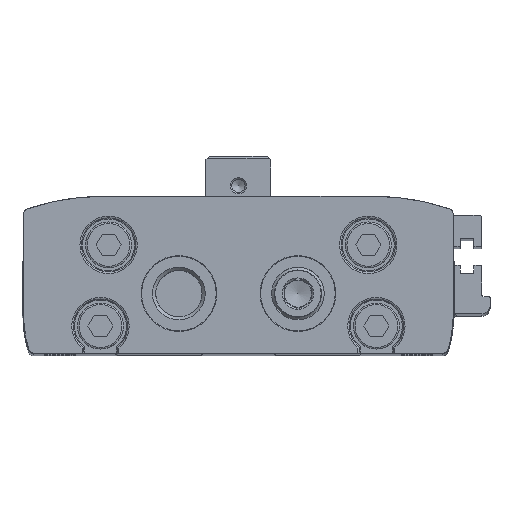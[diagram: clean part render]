
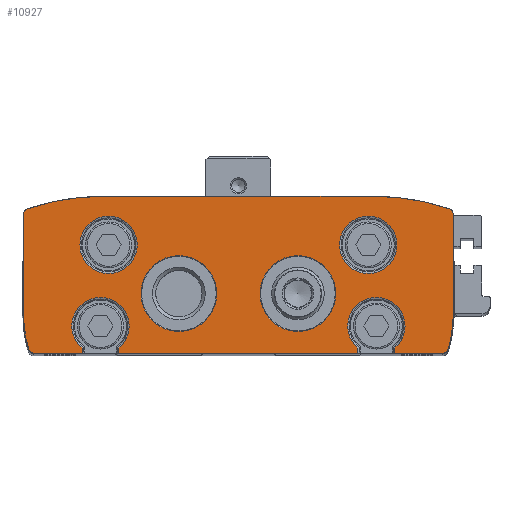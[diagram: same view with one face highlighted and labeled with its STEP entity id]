
A CAD part, top view. The second image highlights one B-rep face of the part: STEP entity #10927.
In plain terms, the highlighted planar face has unit normal (0, 0, 1).
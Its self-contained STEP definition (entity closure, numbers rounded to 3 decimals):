
#536=CIRCLE('',#11905,5.3);
#537=CIRCLE('',#11906,5.3);
#538=CIRCLE('',#11907,1.);
#539=CIRCLE('',#11908,21.);
#540=CIRCLE('',#11909,1.);
#541=CIRCLE('',#11910,45.);
#542=CIRCLE('',#11911,45.);
#543=CIRCLE('',#11912,1.);
#544=CIRCLE('',#11913,21.);
#545=CIRCLE('',#11914,1.);
#546=CIRCLE('',#11915,5.3);
#547=CIRCLE('',#11916,5.3);
#548=CIRCLE('',#11917,7.);
#549=CIRCLE('',#11918,7.);
#1248=ORIENTED_EDGE('',*,*,#4301,.F.);
#1249=ORIENTED_EDGE('',*,*,#4290,.T.);
#1250=ORIENTED_EDGE('',*,*,#4158,.T.);
#1251=ORIENTED_EDGE('',*,*,#4292,.F.);
#1252=ORIENTED_EDGE('',*,*,#4302,.F.);
#1253=ORIENTED_EDGE('',*,*,#4300,.T.);
#1254=ORIENTED_EDGE('',*,*,#4150,.T.);
#1255=ORIENTED_EDGE('',*,*,#4303,.T.);
#1256=ORIENTED_EDGE('',*,*,#4304,.T.);
#1257=ORIENTED_EDGE('',*,*,#4305,.T.);
#1258=ORIENTED_EDGE('',*,*,#4306,.T.);
#1259=ORIENTED_EDGE('',*,*,#4307,.T.);
#1260=ORIENTED_EDGE('',*,*,#4308,.T.);
#1261=ORIENTED_EDGE('',*,*,#4309,.T.);
#1262=ORIENTED_EDGE('',*,*,#4310,.T.);
#1263=ORIENTED_EDGE('',*,*,#4311,.T.);
#1264=ORIENTED_EDGE('',*,*,#4312,.T.);
#1265=ORIENTED_EDGE('',*,*,#4313,.T.);
#1266=ORIENTED_EDGE('',*,*,#4146,.T.);
#1267=ORIENTED_EDGE('',*,*,#4282,.F.);
#1268=ORIENTED_EDGE('',*,*,#4314,.F.);
#1269=ORIENTED_EDGE('',*,*,#4315,.F.);
#1270=ORIENTED_EDGE('',*,*,#4316,.F.);
#1271=ORIENTED_EDGE('',*,*,#4317,.F.);
#4146=EDGE_CURVE('',#5689,#5688,#6775,.T.);
#4150=EDGE_CURVE('',#5693,#5692,#6779,.T.);
#4158=EDGE_CURVE('',#5701,#5700,#6783,.T.);
#4282=EDGE_CURVE('',#5812,#5688,#6853,.T.);
#4290=EDGE_CURVE('',#5817,#5701,#6860,.T.);
#4292=EDGE_CURVE('',#5818,#5700,#6861,.T.);
#4300=EDGE_CURVE('',#5823,#5693,#6868,.T.);
#4301=EDGE_CURVE('',#5817,#5812,#536,.T.);
#4302=EDGE_CURVE('',#5823,#5818,#537,.T.);
#4303=EDGE_CURVE('',#5692,#5824,#538,.T.);
#4304=EDGE_CURVE('',#5824,#5825,#539,.T.);
#4305=EDGE_CURVE('',#5825,#5826,#6869,.T.);
#4306=EDGE_CURVE('',#5826,#5827,#540,.T.);
#4307=EDGE_CURVE('',#5827,#5828,#541,.T.);
#4308=EDGE_CURVE('',#5828,#5829,#6870,.T.);
#4309=EDGE_CURVE('',#5829,#5830,#542,.T.);
#4310=EDGE_CURVE('',#5830,#5831,#543,.T.);
#4311=EDGE_CURVE('',#5831,#5832,#6871,.T.);
#4312=EDGE_CURVE('',#5832,#5833,#544,.T.);
#4313=EDGE_CURVE('',#5833,#5689,#545,.T.);
#4314=EDGE_CURVE('',#5834,#5834,#546,.T.);
#4315=EDGE_CURVE('',#5835,#5835,#547,.T.);
#4316=EDGE_CURVE('',#5836,#5836,#548,.T.);
#4317=EDGE_CURVE('',#5837,#5837,#549,.T.);
#5688=VERTEX_POINT('',#16671);
#5689=VERTEX_POINT('',#16673);
#5692=VERTEX_POINT('',#16679);
#5693=VERTEX_POINT('',#16681);
#5700=VERTEX_POINT('',#16695);
#5701=VERTEX_POINT('',#16697);
#5812=VERTEX_POINT('',#16961);
#5817=VERTEX_POINT('',#16980);
#5818=VERTEX_POINT('',#16987);
#5823=VERTEX_POINT('',#17006);
#5824=VERTEX_POINT('',#17012);
#5825=VERTEX_POINT('',#17014);
#5826=VERTEX_POINT('',#17016);
#5827=VERTEX_POINT('',#17018);
#5828=VERTEX_POINT('',#17020);
#5829=VERTEX_POINT('',#17022);
#5830=VERTEX_POINT('',#17024);
#5831=VERTEX_POINT('',#17026);
#5832=VERTEX_POINT('',#17028);
#5833=VERTEX_POINT('',#17030);
#5834=VERTEX_POINT('',#17033);
#5835=VERTEX_POINT('',#17035);
#5836=VERTEX_POINT('',#17037);
#5837=VERTEX_POINT('',#17039);
#6775=LINE('',#16672,#7693);
#6779=LINE('',#16680,#7697);
#6783=LINE('',#16696,#7701);
#6853=LINE('',#16963,#7771);
#6860=LINE('',#16981,#7778);
#6861=LINE('',#16989,#7779);
#6868=LINE('',#17007,#7786);
#6869=LINE('',#17015,#7787);
#6870=LINE('',#17021,#7788);
#6871=LINE('',#17027,#7789);
#7693=VECTOR('',#13144,1000.);
#7697=VECTOR('',#13148,1000.);
#7701=VECTOR('',#13160,1000.);
#7771=VECTOR('',#13358,1000.);
#7778=VECTOR('',#13371,1000.);
#7779=VECTOR('',#13374,1000.);
#7786=VECTOR('',#13387,1000.);
#7787=VECTOR('',#13398,1000.);
#7788=VECTOR('',#13403,1000.);
#7789=VECTOR('',#13408,1000.);
#8649=EDGE_LOOP('',(#1248,#1249,#1250,#1251,#1252,#1253,#1254,#1255,#1256,
#1257,#1258,#1259,#1260,#1261,#1262,#1263,#1264,#1265,#1266,#1267));
#8650=EDGE_LOOP('',(#1268));
#8651=EDGE_LOOP('',(#1269));
#8652=EDGE_LOOP('',(#1270));
#8653=EDGE_LOOP('',(#1271));
#9623=FACE_BOUND('',#8649,.T.);
#9624=FACE_BOUND('',#8650,.T.);
#9625=FACE_BOUND('',#8651,.T.);
#9626=FACE_BOUND('',#8652,.T.);
#9627=FACE_BOUND('',#8653,.T.);
#10571=PLANE('',#11904);
#10927=ADVANCED_FACE('',(#9623,#9624,#9625,#9626,#9627),#10571,.T.);
#11904=AXIS2_PLACEMENT_3D('',#17008,#13388,#13389);
#11905=AXIS2_PLACEMENT_3D('',#17009,#13390,#13391);
#11906=AXIS2_PLACEMENT_3D('',#17010,#13392,#13393);
#11907=AXIS2_PLACEMENT_3D('',#17011,#13394,#13395);
#11908=AXIS2_PLACEMENT_3D('',#17013,#13396,#13397);
#11909=AXIS2_PLACEMENT_3D('',#17017,#13399,#13400);
#11910=AXIS2_PLACEMENT_3D('',#17019,#13401,#13402);
#11911=AXIS2_PLACEMENT_3D('',#17023,#13404,#13405);
#11912=AXIS2_PLACEMENT_3D('',#17025,#13406,#13407);
#11913=AXIS2_PLACEMENT_3D('',#17029,#13409,#13410);
#11914=AXIS2_PLACEMENT_3D('',#17031,#13411,#13412);
#11915=AXIS2_PLACEMENT_3D('',#17032,#13413,#13414);
#11916=AXIS2_PLACEMENT_3D('',#17034,#13415,#13416);
#11917=AXIS2_PLACEMENT_3D('',#17036,#13417,#13418);
#11918=AXIS2_PLACEMENT_3D('',#17038,#13419,#13420);
#13144=DIRECTION('',(1.,0.,0.));
#13148=DIRECTION('',(1.,0.,0.));
#13160=DIRECTION('',(1.,0.,0.));
#13358=DIRECTION('',(0.,-1.,0.));
#13371=DIRECTION('',(0.,-1.,0.));
#13374=DIRECTION('',(0.,-1.,0.));
#13387=DIRECTION('',(0.,-1.,0.));
#13388=DIRECTION('',(0.,0.,1.));
#13389=DIRECTION('',(1.,0.,0.));
#13390=DIRECTION('',(0.,0.,1.));
#13391=DIRECTION('',(1.,0.,0.));
#13392=DIRECTION('',(0.,0.,1.));
#13393=DIRECTION('',(1.,0.,0.));
#13394=DIRECTION('',(0.,0.,1.));
#13395=DIRECTION('',(1.,0.,0.));
#13396=DIRECTION('',(0.,0.,1.));
#13397=DIRECTION('',(1.,0.,0.));
#13398=DIRECTION('',(0.,1.,0.));
#13399=DIRECTION('',(0.,0.,1.));
#13400=DIRECTION('',(1.,0.,0.));
#13401=DIRECTION('',(0.,0.,1.));
#13402=DIRECTION('',(1.,0.,0.));
#13403=DIRECTION('',(-1.,0.,0.));
#13404=DIRECTION('',(0.,0.,1.));
#13405=DIRECTION('',(1.,0.,0.));
#13406=DIRECTION('',(0.,0.,1.));
#13407=DIRECTION('',(1.,0.,0.));
#13408=DIRECTION('',(0.,-1.,0.));
#13409=DIRECTION('',(0.,0.,1.));
#13410=DIRECTION('',(1.,0.,0.));
#13411=DIRECTION('',(0.,0.,1.));
#13412=DIRECTION('',(1.,0.,0.));
#13413=DIRECTION('',(0.,0.,1.));
#13414=DIRECTION('',(1.,0.,0.));
#13415=DIRECTION('',(0.,0.,1.));
#13416=DIRECTION('',(1.,0.,0.));
#13417=DIRECTION('',(0.,0.,1.));
#13418=DIRECTION('',(1.,0.,0.));
#13419=DIRECTION('',(0.,0.,1.));
#13420=DIRECTION('',(1.,0.,0.));
#16671=CARTESIAN_POINT('',(-28.9,0.,150.));
#16672=CARTESIAN_POINT('',(-37.779,0.,150.));
#16673=CARTESIAN_POINT('',(-37.779,0.,150.));
#16679=CARTESIAN_POINT('',(37.779,0.,150.));
#16680=CARTESIAN_POINT('',(-37.779,0.,150.));
#16681=CARTESIAN_POINT('',(28.9,0.,150.));
#16695=CARTESIAN_POINT('',(22.1,0.,150.));
#16696=CARTESIAN_POINT('',(-37.779,0.,150.));
#16697=CARTESIAN_POINT('',(-22.1,0.,150.));
#16961=CARTESIAN_POINT('',(-28.9,0.934,150.));
#16963=CARTESIAN_POINT('',(-28.9,5.,150.));
#16980=CARTESIAN_POINT('',(-22.1,0.934,150.));
#16981=CARTESIAN_POINT('',(-22.1,5.,150.));
#16987=CARTESIAN_POINT('',(22.1,0.934,150.));
#16989=CARTESIAN_POINT('',(22.1,5.,150.));
#17006=CARTESIAN_POINT('',(28.9,0.934,150.));
#17007=CARTESIAN_POINT('',(28.9,5.,150.));
#17008=CARTESIAN_POINT('',(-18.7,7.,150.));
#17009=CARTESIAN_POINT('',(-25.5,5.,150.));
#17010=CARTESIAN_POINT('',(25.5,5.,150.));
#17011=CARTESIAN_POINT('',(37.779,1.,150.));
#17012=CARTESIAN_POINT('',(38.733,0.7,150.));
#17013=CARTESIAN_POINT('',(18.7,7.,150.));
#17014=CARTESIAN_POINT('',(39.7,7.,150.));
#17015=CARTESIAN_POINT('',(39.7,7.,150.));
#17016=CARTESIAN_POINT('',(39.7,25.713,150.));
#17017=CARTESIAN_POINT('',(38.7,25.713,150.));
#17018=CARTESIAN_POINT('',(39.018,26.661,150.));
#17019=CARTESIAN_POINT('',(24.7,-16.,150.));
#17020=CARTESIAN_POINT('',(24.7,29.,150.));
#17021=CARTESIAN_POINT('',(24.7,29.,150.));
#17022=CARTESIAN_POINT('',(-24.7,29.,150.));
#17023=CARTESIAN_POINT('',(-24.7,-16.,150.));
#17024=CARTESIAN_POINT('',(-39.018,26.661,150.));
#17025=CARTESIAN_POINT('',(-38.7,25.713,150.));
#17026=CARTESIAN_POINT('',(-39.7,25.713,150.));
#17027=CARTESIAN_POINT('',(-39.7,25.713,150.));
#17028=CARTESIAN_POINT('',(-39.7,7.,150.));
#17029=CARTESIAN_POINT('',(-18.7,7.,150.));
#17030=CARTESIAN_POINT('',(-38.733,0.7,150.));
#17031=CARTESIAN_POINT('',(-37.779,1.,150.));
#17032=CARTESIAN_POINT('',(-24.,20.,150.));
#17033=CARTESIAN_POINT('',(-18.7,20.,150.));
#17034=CARTESIAN_POINT('',(24.,20.,150.));
#17035=CARTESIAN_POINT('',(29.3,20.,150.));
#17036=CARTESIAN_POINT('',(-11.,11.,150.));
#17037=CARTESIAN_POINT('',(-4.,11.,150.));
#17038=CARTESIAN_POINT('',(11.,11.,150.));
#17039=CARTESIAN_POINT('',(18.,11.,150.));
